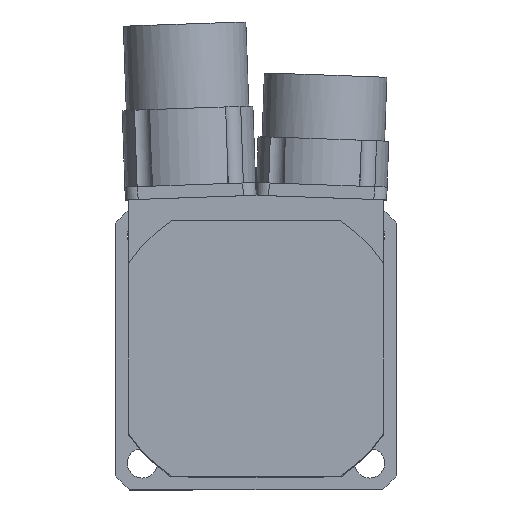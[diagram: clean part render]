
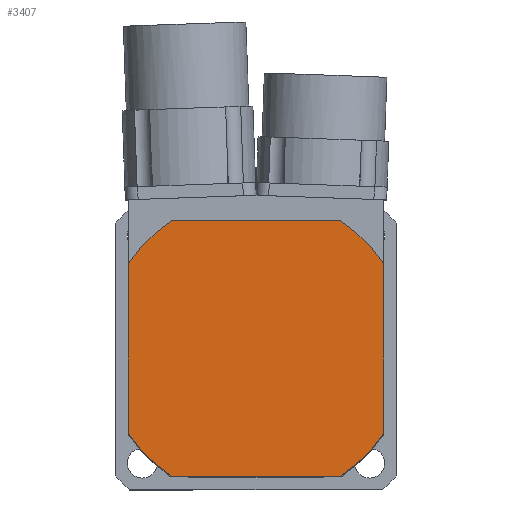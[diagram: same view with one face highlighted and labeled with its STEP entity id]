
A CAD part, top view. The second image highlights one B-rep face of the part: STEP entity #3407.
In plain terms, the highlighted planar face has unit normal (0, 0, 1).
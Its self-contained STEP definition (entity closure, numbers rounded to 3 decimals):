
#2204=CARTESIAN_POINT('',(-25.,-16.583,3.5));
#2205=VERTEX_POINT('',#2204);
#2212=CARTESIAN_POINT('',(-25.,16.583,3.5));
#2213=VERTEX_POINT('',#2212);
#2214=CARTESIAN_POINT('',(-25.,-16.583,3.5));
#2215=DIRECTION('',(0.0,1.0,0.0));
#2216=VECTOR('',#2215,33.166);
#2217=LINE('',#2214,#2216);
#2218=EDGE_CURVE('',#2205,#2213,#2217,.T.);
#2303=CARTESIAN_POINT('',(16.583,-25.,3.5));
#2304=VERTEX_POINT('',#2303);
#2311=CARTESIAN_POINT('',(-16.583,-25.,3.5));
#2312=VERTEX_POINT('',#2311);
#2313=CARTESIAN_POINT('',(16.583,-25.,3.5));
#2314=DIRECTION('',(-1.0,0.0,0.0));
#2315=VECTOR('',#2314,33.166);
#2316=LINE('',#2313,#2315);
#2317=EDGE_CURVE('',#2304,#2312,#2316,.T.);
#3233=CARTESIAN_POINT('',(16.583,25.0,3.5));
#3234=VERTEX_POINT('',#3233);
#3235=CARTESIAN_POINT('',(25.0,16.583,3.5));
#3236=VERTEX_POINT('',#3235);
#3237=CARTESIAN_POINT('',(0.0,0.0,3.5));
#3238=DIRECTION('',(0.0,0.0,-1.));
#3239=DIRECTION('',(-0.833,-0.553,0.0));
#3240=AXIS2_PLACEMENT_3D('',#3237,#3238,#3239);
#3241=CIRCLE('',#3240,30.0);
#3242=EDGE_CURVE('',#3234,#3236,#3241,.T.);
#3271=CARTESIAN_POINT('',(25.,-16.583,3.5));
#3272=VERTEX_POINT('',#3271);
#3273=CARTESIAN_POINT('',(25.0,16.583,3.5));
#3274=DIRECTION('',(0.0,-1.0,0.0));
#3275=VECTOR('',#3274,33.166);
#3276=LINE('',#3273,#3275);
#3277=EDGE_CURVE('',#3236,#3272,#3276,.T.);
#3309=CARTESIAN_POINT('',(0.0,0.0,3.5));
#3310=DIRECTION('',(0.0,0.0,-1.0));
#3311=DIRECTION('',(-0.553,0.833,0.0));
#3312=AXIS2_PLACEMENT_3D('',#3309,#3310,#3311);
#3313=CIRCLE('',#3312,30.0);
#3314=EDGE_CURVE('',#3272,#2304,#3313,.T.);
#3329=CARTESIAN_POINT('',(0.0,0.0,3.5));
#3330=DIRECTION('',(0.0,0.0,-1.0));
#3331=DIRECTION('',(0.833,0.553,0.0));
#3332=AXIS2_PLACEMENT_3D('',#3329,#3330,#3331);
#3333=CIRCLE('',#3332,30.);
#3334=EDGE_CURVE('',#2312,#2205,#3333,.T.);
#3355=CARTESIAN_POINT('',(-16.583,25.0,3.5));
#3356=VERTEX_POINT('',#3355);
#3357=CARTESIAN_POINT('',(0.0,0.0,3.5));
#3358=DIRECTION('',(0.0,0.0,-1.));
#3359=DIRECTION('',(0.553,-0.833,0.0));
#3360=AXIS2_PLACEMENT_3D('',#3357,#3358,#3359);
#3361=CIRCLE('',#3360,30.);
#3362=EDGE_CURVE('',#2213,#3356,#3361,.T.);
#3380=CARTESIAN_POINT('',(-16.583,25.0,3.5));
#3381=DIRECTION('',(1.0,0.0,0.0));
#3382=VECTOR('',#3381,33.166);
#3383=LINE('',#3380,#3382);
#3384=EDGE_CURVE('',#3356,#3234,#3383,.T.);
#3392=CARTESIAN_POINT('',(0.0,0.,3.5));
#3393=DIRECTION('',(0.0,0.0,1.0));
#3394=DIRECTION('',(1.0,0.0,0.0));
#3395=AXIS2_PLACEMENT_3D('',#3392,#3393,#3394);
#3396=PLANE('',#3395);
#3397=ORIENTED_EDGE('',*,*,#3242,.F.);
#3398=ORIENTED_EDGE('',*,*,#3384,.F.);
#3399=ORIENTED_EDGE('',*,*,#3362,.F.);
#3400=ORIENTED_EDGE('',*,*,#2218,.F.);
#3401=ORIENTED_EDGE('',*,*,#3334,.F.);
#3402=ORIENTED_EDGE('',*,*,#2317,.F.);
#3403=ORIENTED_EDGE('',*,*,#3314,.F.);
#3404=ORIENTED_EDGE('',*,*,#3277,.F.);
#3405=EDGE_LOOP('',(#3397,#3398,#3399,#3400,#3401,#3402,#3403,#3404));
#3406=FACE_OUTER_BOUND('',#3405,.T.);
#3407=ADVANCED_FACE('',(#3406),#3396,.T.);
